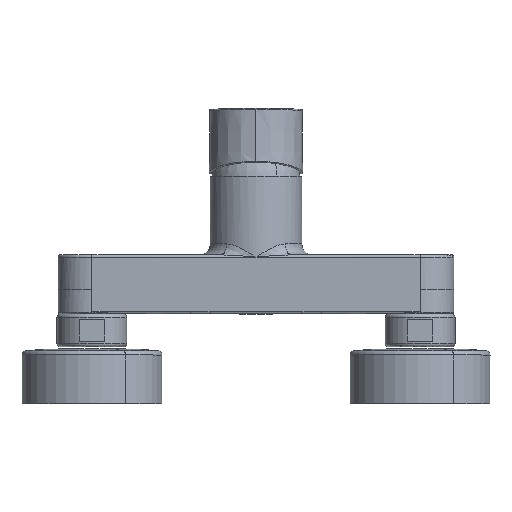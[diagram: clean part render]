
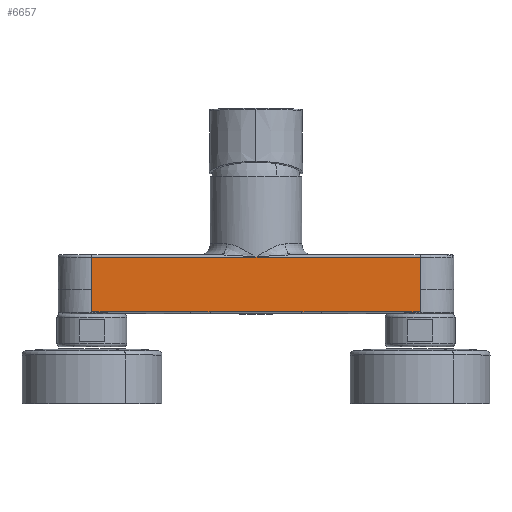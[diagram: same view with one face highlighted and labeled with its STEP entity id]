
A CAD part, top view. The second image highlights one B-rep face of the part: STEP entity #6657.
In plain terms, the highlighted planar face has unit normal (0, 0, 1).
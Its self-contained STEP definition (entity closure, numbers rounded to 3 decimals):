
#5506=CARTESIAN_POINT('Vertex',(21.,-134.5,31.)) ;
#5509=CARTESIAN_POINT('Line Origine',(0.,-134.5,31.)) ;
#5513=CARTESIAN_POINT('Vertex',(-21.,-134.5,31.)) ;
#5542=CARTESIAN_POINT('Line Origine',(0.,-134.5,31.)) ;
#5546=CARTESIAN_POINT('Vertex',(-30.,-134.5,31.)) ;
#5588=CARTESIAN_POINT('Line Origine',(0.,-134.5,31.)) ;
#5592=CARTESIAN_POINT('Vertex',(-75.,-134.5,31.)) ;
#6585=CARTESIAN_POINT('Axis2P3D Location',(0.,-134.5,31.)) ;
#6590=CARTESIAN_POINT('Line Origine',(25.5,-134.5,31.)) ;
#6594=CARTESIAN_POINT('Vertex',(30.,-134.5,31.)) ;
#6597=CARTESIAN_POINT('Line Origine',(52.5,-134.5,31.)) ;
#6601=CARTESIAN_POINT('Vertex',(75.,-134.5,31.)) ;
#6604=CARTESIAN_POINT('Line Origine',(75.,-129.362,31.)) ;
#6608=CARTESIAN_POINT('Vertex',(75.,-124.224,31.)) ;
#6611=CARTESIAN_POINT('Line Origine',(75.,-116.862,31.)) ;
#6615=CARTESIAN_POINT('Vertex',(75.,-109.5,31.)) ;
#6618=CARTESIAN_POINT('Line Origine',(37.5,-109.5,31.)) ;
#6622=CARTESIAN_POINT('Vertex',(0.,-109.5,31.)) ;
#6625=CARTESIAN_POINT('Line Origine',(-37.5,-109.5,31.)) ;
#6629=CARTESIAN_POINT('Vertex',(-75.,-109.5,31.)) ;
#6632=CARTESIAN_POINT('Line Origine',(-75.,-116.862,31.)) ;
#6636=CARTESIAN_POINT('Vertex',(-75.,-124.224,31.)) ;
#6639=CARTESIAN_POINT('Line Origine',(-75.,-129.362,31.)) ;
#5511=VECTOR('Line Direction',#5510,1.) ;
#5544=VECTOR('Line Direction',#5543,1.) ;
#5590=VECTOR('Line Direction',#5589,1.) ;
#6592=VECTOR('Line Direction',#6591,1.) ;
#6599=VECTOR('Line Direction',#6598,1.) ;
#6606=VECTOR('Line Direction',#6605,1.) ;
#6613=VECTOR('Line Direction',#6612,1.) ;
#6620=VECTOR('Line Direction',#6619,1.) ;
#6627=VECTOR('Line Direction',#6626,1.) ;
#6634=VECTOR('Line Direction',#6633,1.) ;
#6641=VECTOR('Line Direction',#6640,1.) ;
#5510=DIRECTION('Vector Direction',(1.,0.,0.)) ;
#5543=DIRECTION('Vector Direction',(1.,0.,0.)) ;
#5589=DIRECTION('Vector Direction',(1.,0.,0.)) ;
#6586=DIRECTION('Axis2P3D Direction',(0.,0.,-1.)) ;
#6587=DIRECTION('Axis2P3D XDirection',(0.,1.,0.)) ;
#6591=DIRECTION('Vector Direction',(1.,0.,0.)) ;
#6598=DIRECTION('Vector Direction',(1.,0.,0.)) ;
#6605=DIRECTION('Vector Direction',(0.,1.,0.)) ;
#6612=DIRECTION('Vector Direction',(0.,-1.,0.)) ;
#6619=DIRECTION('Vector Direction',(1.,0.,0.)) ;
#6626=DIRECTION('Vector Direction',(1.,0.,0.)) ;
#6633=DIRECTION('Vector Direction',(0.,1.,0.)) ;
#6640=DIRECTION('Vector Direction',(0.,1.,0.)) ;
#6588=AXIS2_PLACEMENT_3D('Plane Axis2P3D',#6585,#6586,#6587) ;
#5512=LINE('Line',#5509,#5511) ;
#5545=LINE('Line',#5542,#5544) ;
#5591=LINE('Line',#5588,#5590) ;
#6593=LINE('Line',#6590,#6592) ;
#6600=LINE('Line',#6597,#6599) ;
#6607=LINE('Line',#6604,#6606) ;
#6614=LINE('Line',#6611,#6613) ;
#6621=LINE('Line',#6618,#6620) ;
#6628=LINE('Line',#6625,#6627) ;
#6635=LINE('Line',#6632,#6634) ;
#6642=LINE('Line',#6639,#6641) ;
#6589=PLANE('',#6588) ;
#5515=EDGE_CURVE('',#5514,#5507,#5512,.T.) ;
#5548=EDGE_CURVE('',#5547,#5514,#5545,.T.) ;
#5594=EDGE_CURVE('',#5593,#5547,#5591,.T.) ;
#6596=EDGE_CURVE('',#5507,#6595,#6593,.T.) ;
#6603=EDGE_CURVE('',#6595,#6602,#6600,.T.) ;
#6610=EDGE_CURVE('',#6609,#6602,#6607,.F.) ;
#6617=EDGE_CURVE('',#6616,#6609,#6614,.T.) ;
#6624=EDGE_CURVE('',#6623,#6616,#6621,.T.) ;
#6631=EDGE_CURVE('',#6630,#6623,#6628,.T.) ;
#6638=EDGE_CURVE('',#6637,#6630,#6635,.T.) ;
#6643=EDGE_CURVE('',#6637,#5593,#6642,.F.) ;
#6645=ORIENTED_EDGE('',*,*,#6596,.T.) ;
#6646=ORIENTED_EDGE('',*,*,#6603,.T.) ;
#6647=ORIENTED_EDGE('',*,*,#6610,.F.) ;
#6648=ORIENTED_EDGE('',*,*,#6617,.F.) ;
#6649=ORIENTED_EDGE('',*,*,#6624,.F.) ;
#6650=ORIENTED_EDGE('',*,*,#6631,.F.) ;
#6651=ORIENTED_EDGE('',*,*,#6638,.F.) ;
#6652=ORIENTED_EDGE('',*,*,#6643,.T.) ;
#6653=ORIENTED_EDGE('',*,*,#5594,.T.) ;
#6654=ORIENTED_EDGE('',*,*,#5548,.T.) ;
#6655=ORIENTED_EDGE('',*,*,#5515,.T.) ;
#6644=EDGE_LOOP('',(#6645,#6646,#6647,#6648,#6649,#6650,#6651,#6652,#6653,#6654,#6655)) ;
#5507=VERTEX_POINT('',#5506) ;
#5514=VERTEX_POINT('',#5513) ;
#5547=VERTEX_POINT('',#5546) ;
#5593=VERTEX_POINT('',#5592) ;
#6595=VERTEX_POINT('',#6594) ;
#6602=VERTEX_POINT('',#6601) ;
#6609=VERTEX_POINT('',#6608) ;
#6616=VERTEX_POINT('',#6615) ;
#6623=VERTEX_POINT('',#6622) ;
#6630=VERTEX_POINT('',#6629) ;
#6637=VERTEX_POINT('',#6636) ;
#6657=ADVANCED_FACE('P33410.1\\PartBody',(#6656),#6589,.F.) ;
#6656=FACE_OUTER_BOUND('',#6644,.T.) ;
